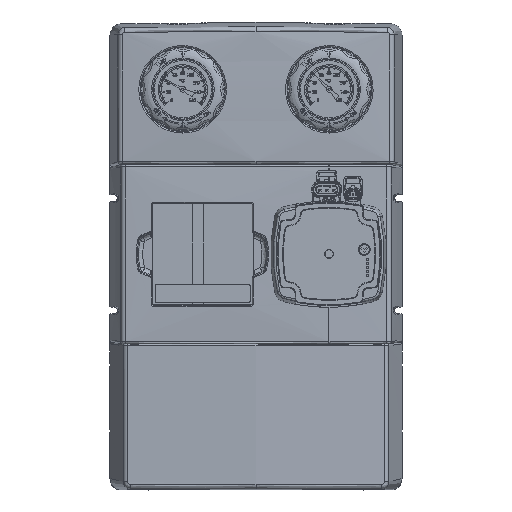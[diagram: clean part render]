
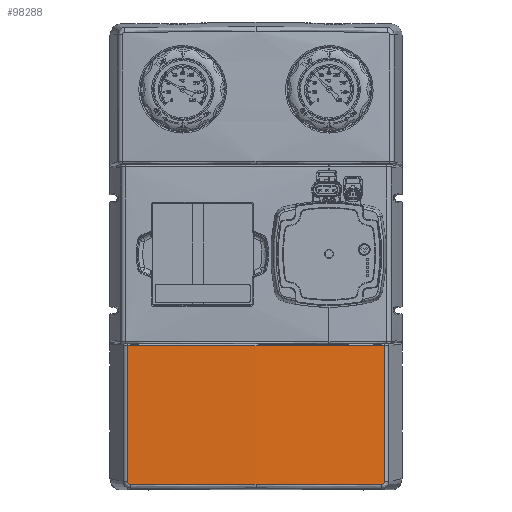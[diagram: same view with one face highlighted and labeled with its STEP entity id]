
A CAD part, top view. The second image highlights one B-rep face of the part: STEP entity #98288.
In plain terms, the highlighted cylindrical face has radius 2000 mm (diameter 4000 mm), a partial arc.
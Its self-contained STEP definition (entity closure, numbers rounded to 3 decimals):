
#98236=AXIS2_PLACEMENT_3D('Cylinder Axis2P3D',#98233,#98234,#98235) ;
#97239=CARTESIAN_POINT('Vertex',(47.39,-218.692,34.229)) ;
#97329=CARTESIAN_POINT('Vertex',(-172.39,-218.692,34.229)) ;
#97333=CARTESIAN_POINT('Control Point',(47.39,-218.692,34.229)) ;
#97334=CARTESIAN_POINT('Control Point',(19.974,-218.745,35.737)) ;
#97335=CARTESIAN_POINT('Control Point',(-7.467,-218.781,36.776)) ;
#97336=CARTESIAN_POINT('Control Point',(-34.923,-218.801,37.343)) ;
#97337=CARTESIAN_POINT('Control Point',(-78.907,-218.806,37.496)) ;
#97338=CARTESIAN_POINT('Control Point',(-122.875,-218.77,36.441)) ;
#97339=CARTESIAN_POINT('Control Point',(-139.388,-218.75,35.874)) ;
#97340=CARTESIAN_POINT('Control Point',(-155.893,-218.724,35.137)) ;
#97341=CARTESIAN_POINT('Control Point',(-172.39,-218.692,34.229)) ;
#98207=CARTESIAN_POINT('Line Origine',(47.39,-278.873,34.229)) ;
#98211=CARTESIAN_POINT('Vertex',(47.39,-335.08,34.229)) ;
#98233=CARTESIAN_POINT('Axis2P3D Location',(-62.5,-279.5,-1962.75)) ;
#98238=CARTESIAN_POINT('Line Origine',(-172.39,-279.5,34.229)) ;
#98242=CARTESIAN_POINT('Vertex',(-172.39,-335.08,34.229)) ;
#98246=CARTESIAN_POINT('Control Point',(-170.108,-337.285,34.353)) ;
#98247=CARTESIAN_POINT('Control Point',(-170.773,-337.286,34.317)) ;
#98248=CARTESIAN_POINT('Control Point',(-171.463,-337.051,34.28)) ;
#98249=CARTESIAN_POINT('Control Point',(-172.096,-336.51,34.245)) ;
#98250=CARTESIAN_POINT('Control Point',(-172.39,-335.776,34.229)) ;
#98251=CARTESIAN_POINT('Control Point',(-172.39,-335.08,34.229)) ;
#98252=CARTESIAN_POINT('Vertex',(-170.108,-337.285,34.353)) ;
#98256=CARTESIAN_POINT('Control Point',(-170.108,-337.285,34.353)) ;
#98257=CARTESIAN_POINT('Control Point',(-134.273,-337.218,36.284)) ;
#98258=CARTESIAN_POINT('Control Point',(-98.387,-337.181,37.25)) ;
#98259=CARTESIAN_POINT('Control Point',(-62.5,-337.181,37.25)) ;
#98260=CARTESIAN_POINT('Vertex',(-62.5,-337.181,37.25)) ;
#98264=CARTESIAN_POINT('Control Point',(45.108,-337.285,34.353)) ;
#98265=CARTESIAN_POINT('Control Point',(9.273,-337.218,36.284)) ;
#98266=CARTESIAN_POINT('Control Point',(-26.613,-337.181,37.25)) ;
#98267=CARTESIAN_POINT('Control Point',(-62.5,-337.181,37.25)) ;
#98268=CARTESIAN_POINT('Vertex',(45.108,-337.285,34.353)) ;
#98272=CARTESIAN_POINT('Control Point',(45.108,-337.285,34.353)) ;
#98273=CARTESIAN_POINT('Control Point',(45.773,-337.286,34.317)) ;
#98274=CARTESIAN_POINT('Control Point',(46.463,-337.051,34.28)) ;
#98275=CARTESIAN_POINT('Control Point',(47.096,-336.51,34.245)) ;
#98276=CARTESIAN_POINT('Control Point',(47.39,-335.776,34.229)) ;
#98277=CARTESIAN_POINT('Control Point',(47.39,-335.08,34.229)) ;
#98208=DIRECTION('Vector Direction',(0.,1.,0.)) ;
#98234=DIRECTION('Axis2P3D Direction',(0.,1.,0.)) ;
#98235=DIRECTION('Axis2P3D XDirection',(-0.056,0.,0.998)) ;
#98239=DIRECTION('Vector Direction',(0.,1.,0.)) ;
#98209=VECTOR('Line Direction',#98208,1.) ;
#98240=VECTOR('Line Direction',#98239,1.) ;
#98280=ORIENTED_EDGE('',*,*,#98244,.F.) ;
#98281=ORIENTED_EDGE('',*,*,#98254,.F.) ;
#98282=ORIENTED_EDGE('',*,*,#98262,.F.) ;
#98283=ORIENTED_EDGE('',*,*,#98270,.T.) ;
#98284=ORIENTED_EDGE('',*,*,#98278,.T.) ;
#98285=ORIENTED_EDGE('',*,*,#98213,.T.) ;
#98286=ORIENTED_EDGE('',*,*,#97342,.T.) ;
#98288=ADVANCED_FACE('PartBody',(#98287),#98237,.T.) ;
#97332=B_SPLINE_CURVE_WITH_KNOTS('',5,(#97333,#97334,#97335,#97336,#97337,#97338,#97339,#97340,#97341),.UNSPECIFIED.,.F.,.U.,(6,3,6),(91.688,285.763,402.543),.UNSPECIFIED.) ;
#98245=B_SPLINE_CURVE_WITH_KNOTS('',5,(#98246,#98247,#98248,#98249,#98250,#98251),.UNSPECIFIED.,.F.,.U.,(6,6),(1.792,10.438),.UNSPECIFIED.) ;
#98255=B_SPLINE_CURVE_WITH_KNOTS('',3,(#98256,#98257,#98258,#98259),.UNSPECIFIED.,.F.,.U.,(4,4),(75.859,227.961),.UNSPECIFIED.) ;
#98263=B_SPLINE_CURVE_WITH_KNOTS('',3,(#98264,#98265,#98266,#98267),.UNSPECIFIED.,.F.,.U.,(4,4),(75.859,227.961),.UNSPECIFIED.) ;
#98271=B_SPLINE_CURVE_WITH_KNOTS('',5,(#98272,#98273,#98274,#98275,#98276,#98277),.UNSPECIFIED.,.F.,.U.,(6,6),(1.792,10.438),.UNSPECIFIED.) ;
#98237=CYLINDRICAL_SURFACE('generated cylinder',#98236,2000.) ;
#97342=EDGE_CURVE('',#97240,#97330,#97332,.T.) ;
#98213=EDGE_CURVE('',#98212,#97240,#98210,.T.) ;
#98244=EDGE_CURVE('',#98243,#97330,#98241,.T.) ;
#98254=EDGE_CURVE('',#98253,#98243,#98245,.T.) ;
#98262=EDGE_CURVE('',#98261,#98253,#98255,.F.) ;
#98270=EDGE_CURVE('',#98261,#98269,#98263,.F.) ;
#98278=EDGE_CURVE('',#98269,#98212,#98271,.T.) ;
#98279=EDGE_LOOP('',(#98280,#98281,#98282,#98283,#98284,#98285,#98286)) ;
#98287=FACE_OUTER_BOUND('',#98279,.T.) ;
#98210=LINE('Line',#98207,#98209) ;
#98241=LINE('Line',#98238,#98240) ;
#97240=VERTEX_POINT('',#97239) ;
#97330=VERTEX_POINT('',#97329) ;
#98212=VERTEX_POINT('',#98211) ;
#98243=VERTEX_POINT('',#98242) ;
#98253=VERTEX_POINT('',#98252) ;
#98261=VERTEX_POINT('',#98260) ;
#98269=VERTEX_POINT('',#98268) ;
